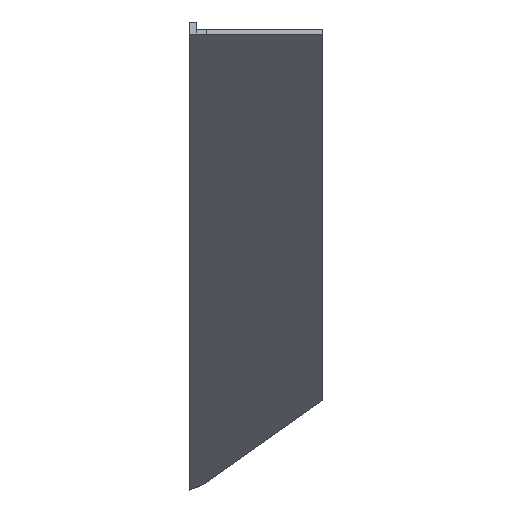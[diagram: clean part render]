
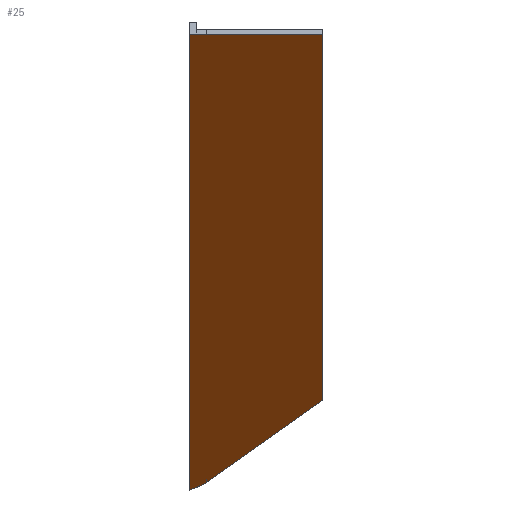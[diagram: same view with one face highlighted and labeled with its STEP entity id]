
A CAD part, left-side view. The second image highlights one B-rep face of the part: STEP entity #25.
In plain terms, the highlighted planar face has unit normal (-0.707, 0, -0.707).
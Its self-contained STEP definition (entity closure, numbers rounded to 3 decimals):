
#4 = EDGE_CURVE ( 'NONE', #187, #29, #554, .T. ) ;
#16 = B_SPLINE_CURVE_WITH_KNOTS ( 'NONE', 3,
 ( #247, #469, #112, #316, #531, #66 ),
 .UNSPECIFIED., .F., .F.,
 ( 4, 2, 4 ),
 ( 0.001, 0.002, 0.003 ),
 .UNSPECIFIED. ) ;
#25 = ADVANCED_FACE ( 'NONE', ( #325 ), #546, .F. ) ;
#29 = VERTEX_POINT ( 'NONE', #93 ) ;
#33 = CARTESIAN_POINT ( 'NONE',  ( -48.952, -12.3, -48.952 ) ) ;
#66 = CARTESIAN_POINT ( 'NONE',  ( -53.172, -1., -44.732 ) ) ;
#73 = EDGE_CURVE ( 'NONE', #295, #526, #16, .T. ) ;
#83 = ORIENTED_EDGE ( 'NONE', *, *, #473, .T. ) ;
#93 = CARTESIAN_POINT ( 'NONE',  ( -96.702, -1., -1.202 ) ) ;
#112 = CARTESIAN_POINT ( 'NONE',  ( -52.63, 0.091, -45.274 ) ) ;
#128 = LINE ( 'NONE', #290, #335 ) ;
#136 = VECTOR ( 'NONE', #364, 1000. ) ;
#137 = AXIS2_PLACEMENT_3D ( 'NONE', #600, #341, #503 ) ;
#139 = VERTEX_POINT ( 'NONE', #355 ) ;
#158 = LINE ( 'NONE', #33, #382 ) ;
#183 = DIRECTION ( 'NONE',  ( 0.5, 0.707, -0.5 ) ) ;
#187 = VERTEX_POINT ( 'NONE', #475 ) ;
#193 = ORIENTED_EDGE ( 'NONE', *, *, #569, .F. ) ;
#204 = LINE ( 'NONE', #250, #136 ) ;
#221 = DIRECTION ( 'NONE',  ( 0., 1., 0. ) ) ;
#234 = CARTESIAN_POINT ( 'NONE',  ( -53.172, -1., -44.732 ) ) ;
#247 = CARTESIAN_POINT ( 'NONE',  ( -52.437, 0.7, -45.467 ) ) ;
#250 = CARTESIAN_POINT ( 'NONE',  ( -48.952, 0.7, -48.952 ) ) ;
#278 = EDGE_CURVE ( 'NONE', #630, #295, #204, .T. ) ;
#290 = CARTESIAN_POINT ( 'NONE',  ( -96.702, -1., -1.202 ) ) ;
#294 = VECTOR ( 'NONE', #221, 1000. ) ;
#295 = VERTEX_POINT ( 'NONE', #615 ) ;
#311 = VECTOR ( 'NONE', #183, 1000. ) ;
#316 = CARTESIAN_POINT ( 'NONE',  ( -52.882, -0.47, -45.022 ) ) ;
#325 = FACE_OUTER_BOUND ( 'NONE', #594, .T. ) ;
#334 = ORIENTED_EDGE ( 'NONE', *, *, #4, .T. ) ;
#335 = VECTOR ( 'NONE', #547, 1000. ) ;
#341 = DIRECTION ( 'NONE',  ( 0.707, 0., 0.707 ) ) ;
#355 = CARTESIAN_POINT ( 'NONE',  ( -61.162, -12.3, -36.742 ) ) ;
#359 = ORIENTED_EDGE ( 'NONE', *, *, #538, .T. ) ;
#364 = DIRECTION ( 'NONE',  ( 0.707, 0., -0.707 ) ) ;
#382 = VECTOR ( 'NONE', #437, 1000. ) ;
#404 = CARTESIAN_POINT ( 'NONE',  ( -96.702, 0.7, -1.202 ) ) ;
#437 = DIRECTION ( 'NONE',  ( -0.707, 0., 0.707 ) ) ;
#447 = CARTESIAN_POINT ( 'NONE',  ( -51.702, 1.079, -46.202 ) ) ;
#469 = CARTESIAN_POINT ( 'NONE',  ( -52.523, 0.388, -45.381 ) ) ;
#473 = EDGE_CURVE ( 'NONE', #139, #187, #158, .T. ) ;
#475 = CARTESIAN_POINT ( 'NONE',  ( -96.702, -12.3, -1.202 ) ) ;
#477 = ORIENTED_EDGE ( 'NONE', *, *, #73, .T. ) ;
#492 = CARTESIAN_POINT ( 'NONE',  ( -96.702, 0., -1.202 ) ) ;
#503 = DIRECTION ( 'NONE',  ( 0.707, 0., -0.707 ) ) ;
#526 = VERTEX_POINT ( 'NONE', #234 ) ;
#531 = CARTESIAN_POINT ( 'NONE',  ( -53.027, -0.736, -44.877 ) ) ;
#538 = EDGE_CURVE ( 'NONE', #29, #630, #128, .T. ) ;
#546 = PLANE ( 'NONE',  #137 ) ;
#547 = DIRECTION ( 'NONE',  ( 0., 1., 0. ) ) ;
#554 = LINE ( 'NONE', #492, #294 ) ;
#569 = EDGE_CURVE ( 'NONE', #139, #526, #620, .T. ) ;
#582 = ORIENTED_EDGE ( 'NONE', *, *, #278, .T. ) ;
#594 = EDGE_LOOP ( 'NONE', ( #193, #83, #334, #359, #582, #477 ) ) ;
#600 = CARTESIAN_POINT ( 'NONE',  ( -48.952, 0., -48.952 ) ) ;
#615 = CARTESIAN_POINT ( 'NONE',  ( -52.437, 0.7, -45.467 ) ) ;
#620 = LINE ( 'NONE', #447, #311 ) ;
#630 = VERTEX_POINT ( 'NONE', #404 ) ;
